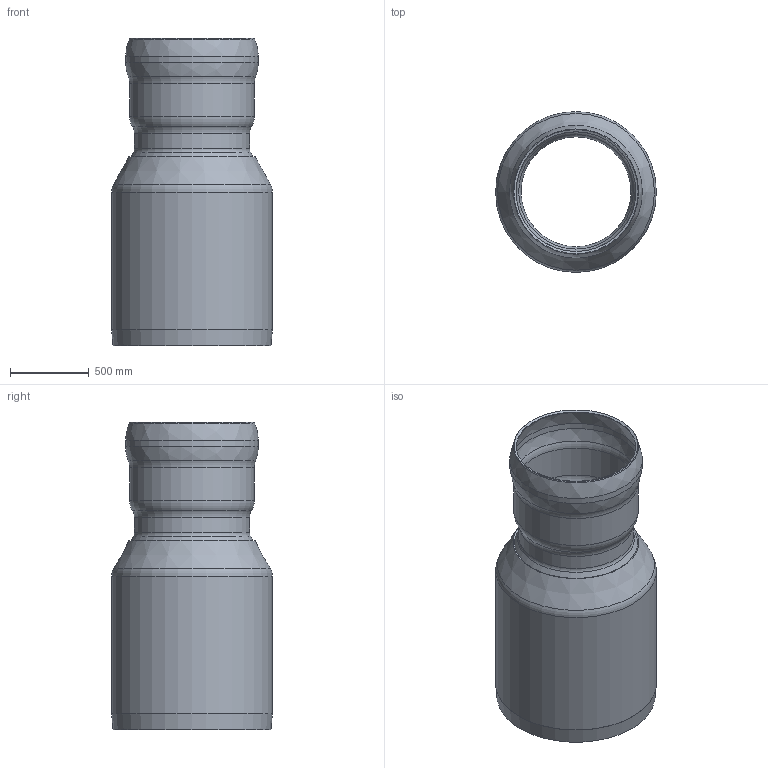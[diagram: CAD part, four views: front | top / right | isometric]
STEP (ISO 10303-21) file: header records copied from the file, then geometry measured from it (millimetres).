
FILE_DESCRIPTION(/* description */ (''),/* implementation_level */ '2;1');
FILE_NAME(/* name */ '00600.CD0N_3D.stp',/* time_stamp */ '2024-12-11T12:57:51+01:00',/* author */ ('CAD'),/* organization */ (''),/* preprocessor_version */ 'ST-DEVELOPER v20',/* originating_system */ 'AutoCAD Mechanical',/* authorisation */ '');
FILE_SCHEMA (('AUTOMOTIVE_DESIGN { 1 0 10303 214 3 1 1 }'));
Length unit declared in the file: centimetre
Products named in the file (2): Product; *S1
Assembly tree (1 placements, depth 2):
  Product
    *S1
Bounding box: 1020 x 1020 x 1950 mm (x, y, z)
Volume: 105264177.8 mm3; surface area: 11467772.4 mm2
Topology: 2 solids, 2 shells, 36 faces, 95 edges, 60 vertices
Faces by surface type: torus 12, cone 12, cylinder 8, bspline 4
Full cylindrical faces by diameter (mm): 698 x1, 730 x1, 760 x1, 792 x1, 810 x1, 842 x1, 980 x1, 1020 x1
Entity records: 1304 total; most frequent: CARTESIAN_POINT 298, DIRECTION 239, ORIENTED_EDGE 188, AXIS2_PLACEMENT_3D 109, EDGE_CURVE 94, CIRCLE 74, VERTEX_POINT 58, FACE_OUTER_BOUND 36
